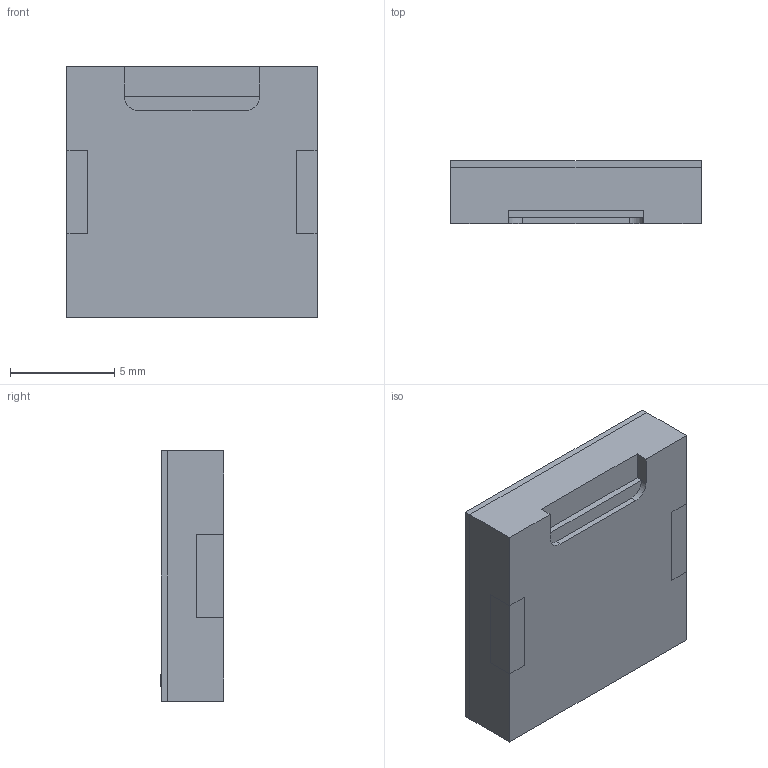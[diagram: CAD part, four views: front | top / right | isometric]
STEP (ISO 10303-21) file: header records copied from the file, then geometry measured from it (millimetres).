
FILE_DESCRIPTION(('STEP AP214'),'1');
FILE_NAME('cmt-1203-smt.stp','2016-03-22T15:39:37',('TraceParts'),('TraceParts S.A.'),'Spatial InterOp 3D',' ',' ');
FILE_SCHEMA(('automotive_design'));
Length unit declared in the file: millimetre
Products named in the file (1): Split Line11
Bounding box: 12 x 3.05 x 12 mm (x, y, z)
Volume: 425.1 mm3; surface area: 434.6 mm2
Topology: 1 solids, 1 shells, 30 faces, 77 edges, 50 vertices
Faces by surface type: plane 26, cylinder 4
Entity records: 1162 total; most frequent: CARTESIAN_POINT 158, ORIENTED_EDGE 154, DIRECTION 147, EDGE_CURVE 77, LINE 69, VECTOR 69, VERTEX_POINT 50, AXIS2_PLACEMENT_3D 39
